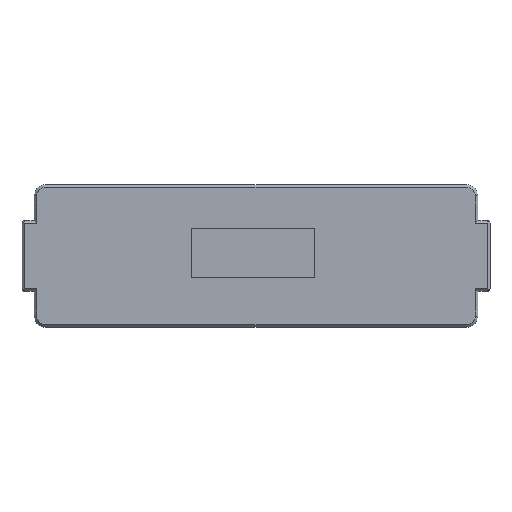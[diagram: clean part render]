
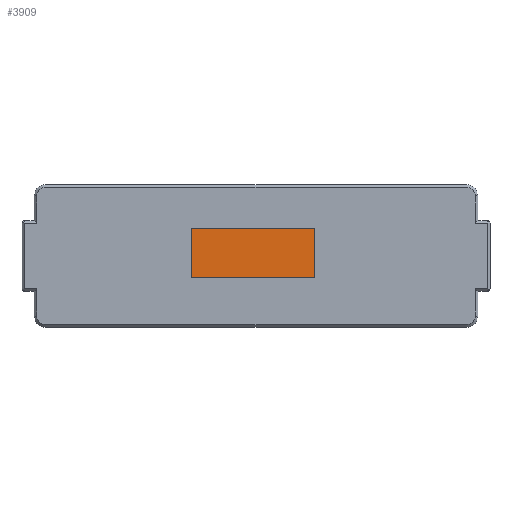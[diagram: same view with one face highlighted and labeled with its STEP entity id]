
A CAD part, top view. The second image highlights one B-rep face of the part: STEP entity #3909.
In plain terms, the highlighted planar face has unit normal (0, 0, 1).
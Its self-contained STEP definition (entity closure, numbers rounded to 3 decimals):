
#3595 = VERTEX_POINT('',#3596);
#3596 = CARTESIAN_POINT('',(-5.25,2.25,1.));
#3603 = PLANE('',#3604);
#3604 = AXIS2_PLACEMENT_3D('',#3605,#3606,#3607);
#3605 = CARTESIAN_POINT('',(-5.25,2.25,0.8));
#3606 = DIRECTION('',(0.,1.,0.));
#3607 = DIRECTION('',(1.,0.,0.));
#3615 = PLANE('',#3616);
#3616 = AXIS2_PLACEMENT_3D('',#3617,#3618,#3619);
#3617 = CARTESIAN_POINT('',(-5.25,-1.75,0.8));
#3618 = DIRECTION('',(-1.,0.,0.));
#3619 = DIRECTION('',(0.,1.,0.));
#3627 = EDGE_CURVE('',#3595,#3628,#3630,.T.);
#3628 = VERTEX_POINT('',#3629);
#3629 = CARTESIAN_POINT('',(4.75,2.25,1.));
#3630 = SURFACE_CURVE('',#3631,(#3635,#3642),.PCURVE_S1.);
#3631 = LINE('',#3632,#3633);
#3632 = CARTESIAN_POINT('',(-5.25,2.25,1.));
#3633 = VECTOR('',#3634,1.);
#3634 = DIRECTION('',(1.,0.,0.));
#3635 = PCURVE('',#3603,#3636);
#3636 = DEFINITIONAL_REPRESENTATION('',(#3637),#3641);
#3637 = LINE('',#3638,#3639);
#3638 = CARTESIAN_POINT('',(0.,-0.2));
#3639 = VECTOR('',#3640,1.);
#3640 = DIRECTION('',(1.,0.));
#3641 = ( GEOMETRIC_REPRESENTATION_CONTEXT(2) 
PARAMETRIC_REPRESENTATION_CONTEXT() REPRESENTATION_CONTEXT('2D SPACE',''
  ) );
#3642 = PCURVE('',#3643,#3648);
#3643 = PLANE('',#3644);
#3644 = AXIS2_PLACEMENT_3D('',#3645,#3646,#3647);
#3645 = CARTESIAN_POINT('',(-0.25,0.25,1.));
#3646 = DIRECTION('',(0.,0.,-1.));
#3647 = DIRECTION('',(1.,0.,0.));
#3648 = DEFINITIONAL_REPRESENTATION('',(#3649),#3653);
#3649 = LINE('',#3650,#3651);
#3650 = CARTESIAN_POINT('',(-5.,-2.));
#3651 = VECTOR('',#3652,1.);
#3652 = DIRECTION('',(1.,0.));
#3653 = ( GEOMETRIC_REPRESENTATION_CONTEXT(2) 
PARAMETRIC_REPRESENTATION_CONTEXT() REPRESENTATION_CONTEXT('2D SPACE',''
  ) );
#3671 = PLANE('',#3672);
#3672 = AXIS2_PLACEMENT_3D('',#3673,#3674,#3675);
#3673 = CARTESIAN_POINT('',(4.75,2.25,0.8));
#3674 = DIRECTION('',(1.,0.,-0.));
#3675 = DIRECTION('',(0.,-1.,0.));
#3713 = EDGE_CURVE('',#3628,#3714,#3716,.T.);
#3714 = VERTEX_POINT('',#3715);
#3715 = CARTESIAN_POINT('',(4.75,-1.75,1.));
#3716 = SURFACE_CURVE('',#3717,(#3721,#3728),.PCURVE_S1.);
#3717 = LINE('',#3718,#3719);
#3718 = CARTESIAN_POINT('',(4.75,2.25,1.));
#3719 = VECTOR('',#3720,1.);
#3720 = DIRECTION('',(0.,-1.,0.));
#3721 = PCURVE('',#3671,#3722);
#3722 = DEFINITIONAL_REPRESENTATION('',(#3723),#3727);
#3723 = LINE('',#3724,#3725);
#3724 = CARTESIAN_POINT('',(0.,-0.2));
#3725 = VECTOR('',#3726,1.);
#3726 = DIRECTION('',(1.,0.));
#3727 = ( GEOMETRIC_REPRESENTATION_CONTEXT(2) 
PARAMETRIC_REPRESENTATION_CONTEXT() REPRESENTATION_CONTEXT('2D SPACE',''
  ) );
#3728 = PCURVE('',#3643,#3729);
#3729 = DEFINITIONAL_REPRESENTATION('',(#3730),#3734);
#3730 = LINE('',#3731,#3732);
#3731 = CARTESIAN_POINT('',(5.,-2.));
#3732 = VECTOR('',#3733,1.);
#3733 = DIRECTION('',(0.,1.));
#3734 = ( GEOMETRIC_REPRESENTATION_CONTEXT(2) 
PARAMETRIC_REPRESENTATION_CONTEXT() REPRESENTATION_CONTEXT('2D SPACE',''
  ) );
#3752 = PLANE('',#3753);
#3753 = AXIS2_PLACEMENT_3D('',#3754,#3755,#3756);
#3754 = CARTESIAN_POINT('',(4.75,-1.75,0.8));
#3755 = DIRECTION('',(0.,-1.,0.));
#3756 = DIRECTION('',(-1.,0.,0.));
#3789 = EDGE_CURVE('',#3714,#3790,#3792,.T.);
#3790 = VERTEX_POINT('',#3791);
#3791 = CARTESIAN_POINT('',(-5.25,-1.75,1.));
#3792 = SURFACE_CURVE('',#3793,(#3797,#3804),.PCURVE_S1.);
#3793 = LINE('',#3794,#3795);
#3794 = CARTESIAN_POINT('',(4.75,-1.75,1.));
#3795 = VECTOR('',#3796,1.);
#3796 = DIRECTION('',(-1.,0.,0.));
#3797 = PCURVE('',#3752,#3798);
#3798 = DEFINITIONAL_REPRESENTATION('',(#3799),#3803);
#3799 = LINE('',#3800,#3801);
#3800 = CARTESIAN_POINT('',(0.,-0.2));
#3801 = VECTOR('',#3802,1.);
#3802 = DIRECTION('',(1.,0.));
#3803 = ( GEOMETRIC_REPRESENTATION_CONTEXT(2) 
PARAMETRIC_REPRESENTATION_CONTEXT() REPRESENTATION_CONTEXT('2D SPACE',''
  ) );
#3804 = PCURVE('',#3643,#3805);
#3805 = DEFINITIONAL_REPRESENTATION('',(#3806),#3810);
#3806 = LINE('',#3807,#3808);
#3807 = CARTESIAN_POINT('',(5.,2.));
#3808 = VECTOR('',#3809,1.);
#3809 = DIRECTION('',(-1.,0.));
#3810 = ( GEOMETRIC_REPRESENTATION_CONTEXT(2) 
PARAMETRIC_REPRESENTATION_CONTEXT() REPRESENTATION_CONTEXT('2D SPACE',''
  ) );
#3860 = EDGE_CURVE('',#3790,#3595,#3861,.T.);
#3861 = SURFACE_CURVE('',#3862,(#3866,#3873),.PCURVE_S1.);
#3862 = LINE('',#3863,#3864);
#3863 = CARTESIAN_POINT('',(-5.25,-1.75,1.));
#3864 = VECTOR('',#3865,1.);
#3865 = DIRECTION('',(0.,1.,0.));
#3866 = PCURVE('',#3615,#3867);
#3867 = DEFINITIONAL_REPRESENTATION('',(#3868),#3872);
#3868 = LINE('',#3869,#3870);
#3869 = CARTESIAN_POINT('',(0.,-0.2));
#3870 = VECTOR('',#3871,1.);
#3871 = DIRECTION('',(1.,0.));
#3872 = ( GEOMETRIC_REPRESENTATION_CONTEXT(2) 
PARAMETRIC_REPRESENTATION_CONTEXT() REPRESENTATION_CONTEXT('2D SPACE',''
  ) );
#3873 = PCURVE('',#3643,#3874);
#3874 = DEFINITIONAL_REPRESENTATION('',(#3875),#3879);
#3875 = LINE('',#3876,#3877);
#3876 = CARTESIAN_POINT('',(-5.,2.));
#3877 = VECTOR('',#3878,1.);
#3878 = DIRECTION('',(0.,-1.));
#3879 = ( GEOMETRIC_REPRESENTATION_CONTEXT(2) 
PARAMETRIC_REPRESENTATION_CONTEXT() REPRESENTATION_CONTEXT('2D SPACE',''
  ) );
#3909 = ADVANCED_FACE('',(#3910),#3643,.F.);
#3910 = FACE_BOUND('',#3911,.F.);
#3911 = EDGE_LOOP('',(#3912,#3913,#3914,#3915));
#3912 = ORIENTED_EDGE('',*,*,#3627,.T.);
#3913 = ORIENTED_EDGE('',*,*,#3713,.T.);
#3914 = ORIENTED_EDGE('',*,*,#3789,.T.);
#3915 = ORIENTED_EDGE('',*,*,#3860,.T.);
